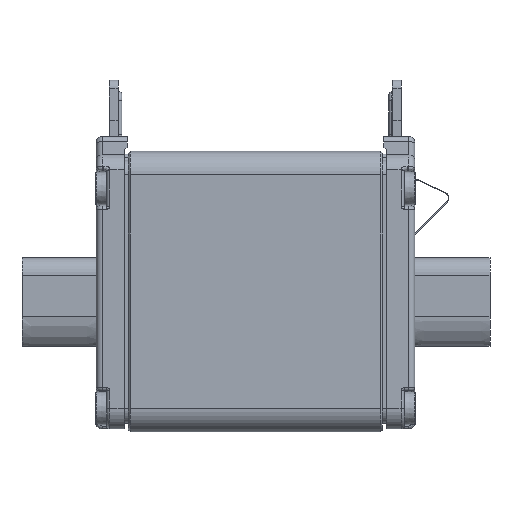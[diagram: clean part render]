
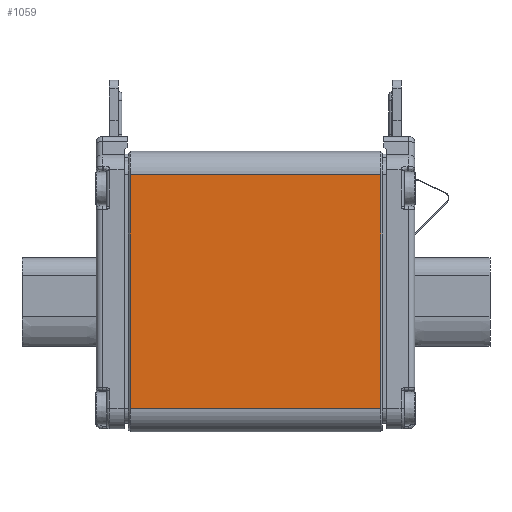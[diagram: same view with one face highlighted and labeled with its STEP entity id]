
A CAD part, left-side view. The second image highlights one B-rep face of the part: STEP entity #1059.
In plain terms, the highlighted planar face has unit normal (-1, 0, 0).
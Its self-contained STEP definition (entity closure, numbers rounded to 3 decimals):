
#1059=ADVANCED_FACE('',(#2670),#2121,.T.);
#2121=PLANE('',#19909);
#2670=FACE_OUTER_BOUND('',#3710,.T.);
#3710=EDGE_LOOP('',(#5247,#5248,#5249,#5250));
#5247=ORIENTED_EDGE('',*,*,#12545,.T.);
#5248=ORIENTED_EDGE('',*,*,#12529,.T.);
#5249=ORIENTED_EDGE('',*,*,#12546,.T.);
#5250=ORIENTED_EDGE('',*,*,#12547,.T.);
#10631=VERTEX_POINT('',#28354);
#10632=VERTEX_POINT('',#28356);
#10640=VERTEX_POINT('',#28389);
#10641=VERTEX_POINT('',#28391);
#12529=EDGE_CURVE('',#10632,#10631,#15279,.T.);
#12545=EDGE_CURVE('',#10640,#10632,#15290,.T.);
#12546=EDGE_CURVE('',#10631,#10641,#15291,.T.);
#12547=EDGE_CURVE('',#10641,#10640,#15292,.T.);
#15279=LINE('',#28355,#16995);
#15290=LINE('',#28388,#17006);
#15291=LINE('',#28390,#17007);
#15292=LINE('',#28392,#17008);
#16995=VECTOR('',#22347,1.);
#17006=VECTOR('',#22386,1.);
#17007=VECTOR('',#22387,1.);
#17008=VECTOR('',#22388,1.);
#19909=AXIS2_PLACEMENT_3D('',#28393,#22389,#22390);
#22347=DIRECTION('',(0.,0.,1.));
#22386=DIRECTION('',(0.,-1.,0.));
#22387=DIRECTION('',(0.,1.,0.));
#22388=DIRECTION('',(0.,0.,-1.));
#22389=DIRECTION('',(-1.,0.,0.));
#22390=DIRECTION('',(0.,0.,-1.));
#28354=CARTESIAN_POINT('',(0.,-42.7,43.5));
#28355=CARTESIAN_POINT('',(0.,-42.7,0.));
#28356=CARTESIAN_POINT('',(0.,-42.7,4.));
#28388=CARTESIAN_POINT('',(0.,-21.5,4.));
#28389=CARTESIAN_POINT('',(0.,-0.3,4.));
#28390=CARTESIAN_POINT('',(0.,-21.5,43.5));
#28391=CARTESIAN_POINT('',(0.,-0.3,43.5));
#28392=CARTESIAN_POINT('',(0.,-0.3,0.));
#28393=CARTESIAN_POINT('',(0.,-21.5,0.));
